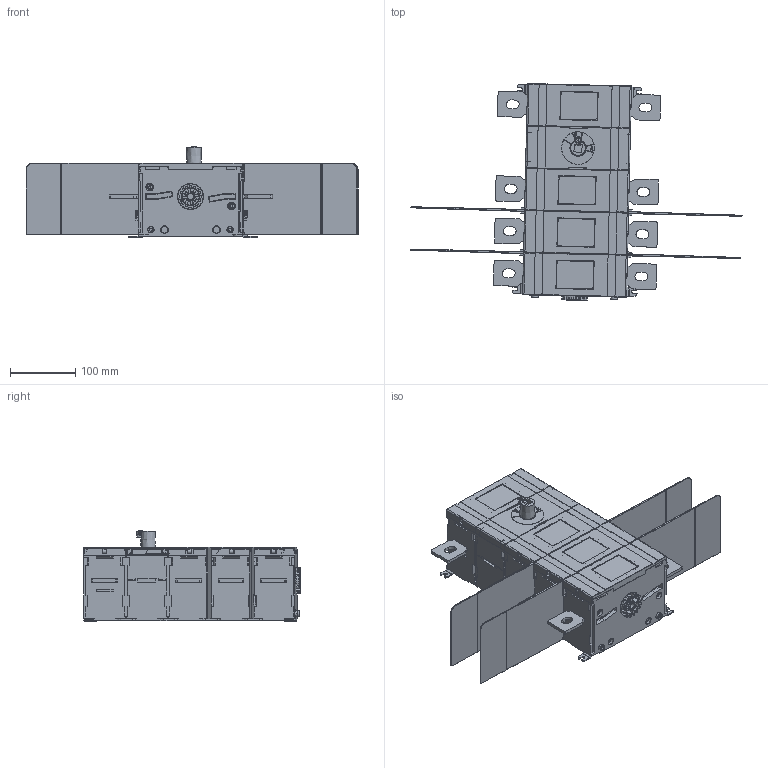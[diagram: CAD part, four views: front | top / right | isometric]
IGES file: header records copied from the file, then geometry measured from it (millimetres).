
Start section:  PTC IGES file: ot600u13_igs.igs
Global section: file name: ot600u13_igs.igs; native system: Creo Parametric by PTC Inc.; preprocessor: 2017480; author: FIALBJO; organization: Unknown; date: 20180803.134301; units: millimetre
Bounding box: 510.69 x 333.65 x 140 mm (x, y, z)
Volume: 6005127 mm3; surface area: 504753.7 mm2
Topology: 1 solids, 71 shells, 3942 faces, 10762 edges, 6949 vertices
Faces by surface type: bspline 2774, revolution 1158, extrusion 10
